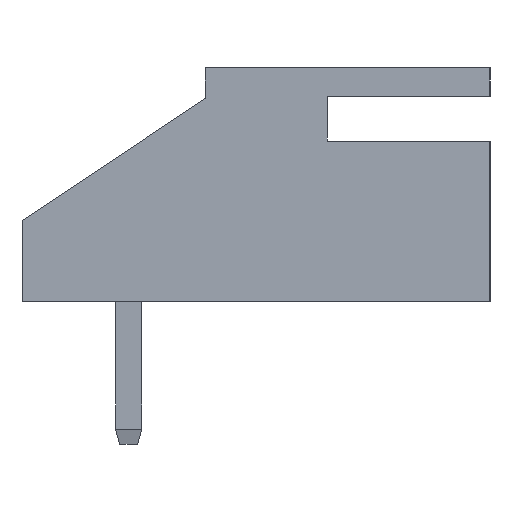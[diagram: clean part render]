
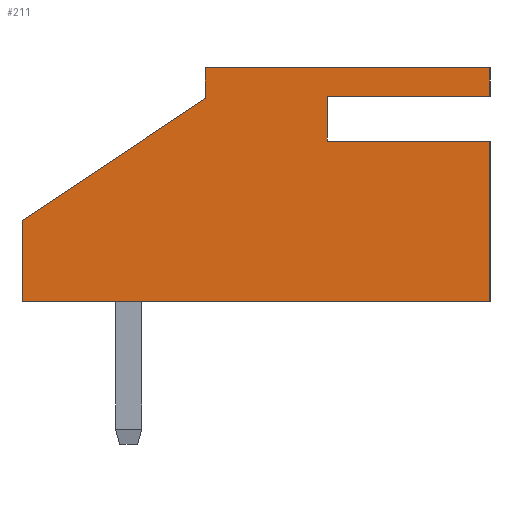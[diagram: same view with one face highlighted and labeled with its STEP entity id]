
A CAD part, left-side view. The second image highlights one B-rep face of the part: STEP entity #211.
In plain terms, the highlighted planar face has unit normal (-1, 0, 0).
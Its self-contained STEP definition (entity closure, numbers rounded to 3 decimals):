
#211=ADVANCED_FACE('',(#3336),#3338,.T.);
#3336=FACE_BOUND('',#3337,.T.);
#3337=EDGE_LOOP('',(#5870,#5871,#5872,#5873,#5874,#5875,#5876,#5877,#5878,#5879));
#3338=PLANE('',#3339);
#3339=AXIS2_PLACEMENT_3D('',#3340,#3341,#3342);
#3340=CARTESIAN_POINT('',(-2.5,0.,0.));
#3341=DIRECTION('',(-1.,0.,0.));
#3342=DIRECTION('',(0.,0.,1.));
#5870=ORIENTED_EDGE('',*,*,#7580,.T.);
#5871=ORIENTED_EDGE('',*,*,#7487,.T.);
#5872=ORIENTED_EDGE('',*,*,#7579,.T.);
#5873=ORIENTED_EDGE('',*,*,#7558,.T.);
#5874=ORIENTED_EDGE('',*,*,#7581,.T.);
#5875=ORIENTED_EDGE('',*,*,#7582,.T.);
#5876=ORIENTED_EDGE('',*,*,#7583,.T.);
#5877=ORIENTED_EDGE('',*,*,#7584,.T.);
#5878=ORIENTED_EDGE('',*,*,#7585,.T.);
#5879=ORIENTED_EDGE('',*,*,#7586,.T.);
#7487=EDGE_CURVE('',#8376,#8374,#8377,.F.);
#7558=EDGE_CURVE('',#8515,#8513,#8516,.T.);
#7579=EDGE_CURVE('',#8374,#8515,#8544,.T.);
#7580=EDGE_CURVE('',#8545,#8376,#8546,.F.);
#7581=EDGE_CURVE('',#8513,#8547,#8548,.T.);
#7582=EDGE_CURVE('',#8547,#8549,#8550,.T.);
#7583=EDGE_CURVE('',#8549,#8551,#8552,.T.);
#7584=EDGE_CURVE('',#8551,#8553,#8554,.T.);
#7585=EDGE_CURVE('',#8553,#8555,#8556,.T.);
#7586=EDGE_CURVE('',#8555,#8545,#8557,.F.);
#8374=VERTEX_POINT('',#9825);
#8376=VERTEX_POINT('',#9829);
#8377=LINE('',#9830,#9831);
#8513=VERTEX_POINT('',#10107);
#8515=VERTEX_POINT('',#10111);
#8516=LINE('',#10112,#10113);
#8544=LINE('',#10183,#10184);
#8545=VERTEX_POINT('',#10186);
#8546=LINE('',#10187,#10188);
#8547=VERTEX_POINT('',#10190);
#8548=LINE('',#10191,#10192);
#8549=VERTEX_POINT('',#10194);
#8550=LINE('',#10195,#10196);
#8551=VERTEX_POINT('',#10198);
#8552=LINE('',#10199,#10200);
#8553=VERTEX_POINT('',#10202);
#8554=LINE('',#10203,#10204);
#8555=VERTEX_POINT('',#10206);
#8556=LINE('',#10207,#10208);
#8557=LINE('',#10210,#10211);
#9825=CARTESIAN_POINT('',(-2.5,-8.88,5.05));
#9829=CARTESIAN_POINT('',(-2.5,-4.88,5.05));
#9830=CARTESIAN_POINT('',(-2.5,-8.88,5.05));
#9831=VECTOR('',#9832,1.);
#9832=DIRECTION('',(0.,1.,0.));
#10107=CARTESIAN_POINT('',(-2.5,-1.88,5.75));
#10111=CARTESIAN_POINT('',(-2.5,-8.88,5.75));
#10112=CARTESIAN_POINT('',(-2.5,-8.88,5.75));
#10113=VECTOR('',#10114,1.);
#10114=DIRECTION('',(0.,1.,0.));
#10183=CARTESIAN_POINT('',(-2.5,-8.88,5.05));
#10184=VECTOR('',#10185,1.);
#10185=DIRECTION('',(0.,0.,1.));
#10186=CARTESIAN_POINT('',(-2.5,-4.88,3.95));
#10187=CARTESIAN_POINT('',(-2.5,-4.88,5.05));
#10188=VECTOR('',#10189,1.);
#10189=DIRECTION('',(0.,0.,-1.));
#10190=CARTESIAN_POINT('',(-2.5,-1.88,5.));
#10191=CARTESIAN_POINT('',(-2.5,-1.88,5.75));
#10192=VECTOR('',#10193,1.);
#10193=DIRECTION('',(0.,0.,-1.));
#10194=CARTESIAN_POINT('',(-2.5,2.62,2.));
#10195=CARTESIAN_POINT('',(-2.5,-1.88,5.));
#10196=VECTOR('',#10197,1.);
#10197=DIRECTION('',(0.,0.832,-0.555));
#10198=CARTESIAN_POINT('',(-2.5,2.62,0.));
#10199=CARTESIAN_POINT('',(-2.5,2.62,2.));
#10200=VECTOR('',#10201,1.);
#10201=DIRECTION('',(0.,0.,-1.));
#10202=CARTESIAN_POINT('',(-2.5,-8.88,0.));
#10203=CARTESIAN_POINT('',(-2.5,2.62,0.));
#10204=VECTOR('',#10205,1.);
#10205=DIRECTION('',(0.,-1.,0.));
#10206=CARTESIAN_POINT('',(-2.5,-8.88,3.95));
#10207=CARTESIAN_POINT('',(-2.5,-8.88,0.));
#10208=VECTOR('',#10209,1.);
#10209=DIRECTION('',(0.,0.,1.));
#10210=CARTESIAN_POINT('',(-2.5,-4.88,3.95));
#10211=VECTOR('',#10212,1.);
#10212=DIRECTION('',(0.,-1.,0.));
